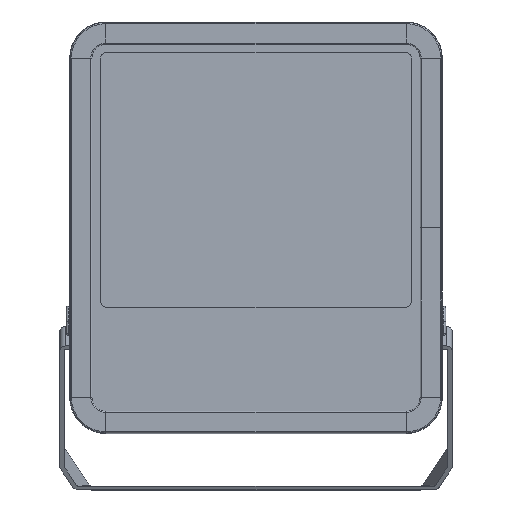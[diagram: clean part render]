
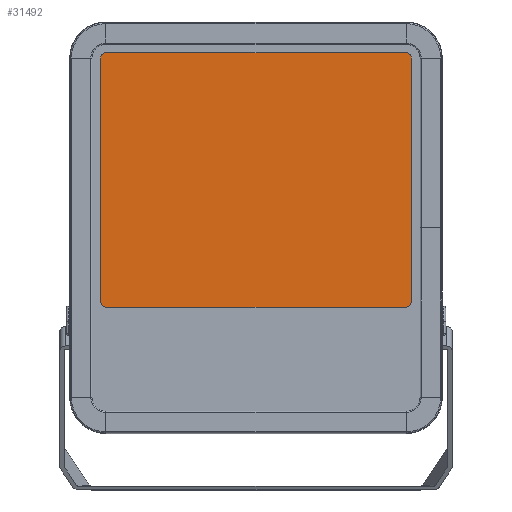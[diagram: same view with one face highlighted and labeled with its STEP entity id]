
A CAD part, top view. The second image highlights one B-rep face of the part: STEP entity #31492.
In plain terms, the highlighted face is planar.
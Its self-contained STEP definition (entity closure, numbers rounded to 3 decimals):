
#2377 = EDGE_CURVE ( 'NONE', #12442, #60927, #59054, .T. ) ;
#2657 = AXIS2_PLACEMENT_3D ( 'NONE', #24670, #19375, #40237 ) ;
#3659 = AXIS2_PLACEMENT_3D ( 'NONE', #32351, #23092, #6168 ) ;
#3926 = DIRECTION ( 'NONE',  ( -1., 0., 0. ) ) ;
#6168 = DIRECTION ( 'NONE',  ( -1., 0., 0. ) ) ;
#6273 = DIRECTION ( 'NONE',  ( -1., 0., 0. ) ) ;
#7020 = DIRECTION ( 'NONE',  ( 0., 0., 1. ) ) ;
#8332 = EDGE_CURVE ( 'NONE', #45412, #57620, #50671, .T. ) ;
#8629 = ORIENTED_EDGE ( 'NONE', *, *, #2377, .T. ) ;
#10253 = DIRECTION ( 'NONE',  ( -1., 0., 0. ) ) ;
#10480 = AXIS2_PLACEMENT_3D ( 'NONE', #27209, #65051, #10253 ) ;
#10830 = CARTESIAN_POINT ( 'NONE',  ( 140., 125.998, 387.032 ) ) ;
#11455 = ORIENTED_EDGE ( 'NONE', *, *, #8332, .T. ) ;
#11571 = DIRECTION ( 'NONE',  ( 0., 1., 0. ) ) ;
#11645 = ORIENTED_EDGE ( 'NONE', *, *, #53672, .T. ) ;
#12020 = ORIENTED_EDGE ( 'NONE', *, *, #51058, .T. ) ;
#12442 = VERTEX_POINT ( 'NONE', #28731 ) ;
#17631 = CARTESIAN_POINT ( 'NONE',  ( -140., 125.998, 170.032 ) ) ;
#17850 = VERTEX_POINT ( 'NONE', #62846 ) ;
#19375 = DIRECTION ( 'NONE',  ( 0., 1., 0. ) ) ;
#23092 = DIRECTION ( 'NONE',  ( 0., 1., 0. ) ) ;
#24670 = CARTESIAN_POINT ( 'NONE',  ( -134., 125.998, 387.032 ) ) ;
#25474 = EDGE_CURVE ( 'NONE', #53477, #17850, #30398, .T. ) ;
#25941 = EDGE_LOOP ( 'NONE', ( #49648, #36603, #66088, #11645, #11455, #60995, #12020, #8629 ) ) ;
#26223 = CARTESIAN_POINT ( 'NONE',  ( 134., 125.998, 393.032 ) ) ;
#26469 = CARTESIAN_POINT ( 'NONE',  ( 134., 125.998, 164.032 ) ) ;
#27209 = CARTESIAN_POINT ( 'NONE',  ( 134., 125.998, 170.032 ) ) ;
#27952 = VECTOR ( 'NONE', #50564, 1000. ) ;
#28731 = CARTESIAN_POINT ( 'NONE',  ( -134., 125.998, 393.032 ) ) ;
#30398 = LINE ( 'NONE', #36020, #57695 ) ;
#31492 = ADVANCED_FACE ( 'NONE', ( #47718 ), #53378, .T. ) ;
#31950 = CIRCLE ( 'NONE', #10480, 6. ) ;
#32351 = CARTESIAN_POINT ( 'NONE',  ( 134., 125.998, 387.032 ) ) ;
#33138 = CIRCLE ( 'NONE', #2657, 6. ) ;
#34323 = LINE ( 'NONE', #55148, #27952 ) ;
#36020 = CARTESIAN_POINT ( 'NONE',  ( 140., 125.998, 170.032 ) ) ;
#36159 = CARTESIAN_POINT ( 'NONE',  ( -140., 125.998, 387.032 ) ) ;
#36603 = ORIENTED_EDGE ( 'NONE', *, *, #25474, .T. ) ;
#38219 = AXIS2_PLACEMENT_3D ( 'NONE', #59986, #11571, #6273 ) ;
#38887 = VERTEX_POINT ( 'NONE', #26469 ) ;
#40237 = DIRECTION ( 'NONE',  ( -1., 0., 0. ) ) ;
#42598 = VERTEX_POINT ( 'NONE', #36159 ) ;
#44991 = CARTESIAN_POINT ( 'NONE',  ( 134., 125.998, 393.032 ) ) ;
#45412 = VERTEX_POINT ( 'NONE', #57385 ) ;
#47029 = CARTESIAN_POINT ( 'NONE',  ( 134., 125.998, 387.032 ) ) ;
#47640 = CIRCLE ( 'NONE', #3659, 6. ) ;
#47718 = FACE_OUTER_BOUND ( 'NONE', #25941, .T. ) ;
#47760 = DIRECTION ( 'NONE',  ( 1., 0., 0. ) ) ;
#48313 = VECTOR ( 'NONE', #47760, 1000. ) ;
#49537 = EDGE_CURVE ( 'NONE', #17850, #38887, #31950, .T. ) ;
#49648 = ORIENTED_EDGE ( 'NONE', *, *, #56081, .T. ) ;
#50564 = DIRECTION ( 'NONE',  ( -1., 0., 0. ) ) ;
#50671 = CIRCLE ( 'NONE', #38219, 6. ) ;
#51058 = EDGE_CURVE ( 'NONE', #42598, #12442, #33138, .T. ) ;
#53378 = PLANE ( 'NONE',  #56066 ) ;
#53477 = VERTEX_POINT ( 'NONE', #10830 ) ;
#53672 = EDGE_CURVE ( 'NONE', #38887, #45412, #34323, .T. ) ;
#55148 = CARTESIAN_POINT ( 'NONE',  ( 134., 125.998, 164.032 ) ) ;
#56066 = AXIS2_PLACEMENT_3D ( 'NONE', #47029, #69287, #3926 ) ;
#56081 = EDGE_CURVE ( 'NONE', #60927, #53477, #47640, .T. ) ;
#57385 = CARTESIAN_POINT ( 'NONE',  ( -134., 125.998, 164.032 ) ) ;
#57620 = VERTEX_POINT ( 'NONE', #60585 ) ;
#57695 = VECTOR ( 'NONE', #68210, 1000. ) ;
#57801 = EDGE_CURVE ( 'NONE', #57620, #42598, #66067, .T. ) ;
#59054 = LINE ( 'NONE', #26223, #48313 ) ;
#59986 = CARTESIAN_POINT ( 'NONE',  ( -134., 125.998, 170.032 ) ) ;
#60585 = CARTESIAN_POINT ( 'NONE',  ( -140., 125.998, 170.032 ) ) ;
#60927 = VERTEX_POINT ( 'NONE', #44991 ) ;
#60995 = ORIENTED_EDGE ( 'NONE', *, *, #57801, .T. ) ;
#62639 = VECTOR ( 'NONE', #7020, 1000. ) ;
#62846 = CARTESIAN_POINT ( 'NONE',  ( 140., 125.998, 170.032 ) ) ;
#65051 = DIRECTION ( 'NONE',  ( 0., 1., 0. ) ) ;
#66067 = LINE ( 'NONE', #17631, #62639 ) ;
#66088 = ORIENTED_EDGE ( 'NONE', *, *, #49537, .T. ) ;
#68210 = DIRECTION ( 'NONE',  ( 0., 0., -1. ) ) ;
#69287 = DIRECTION ( 'NONE',  ( 0., 1., 0. ) ) ;
